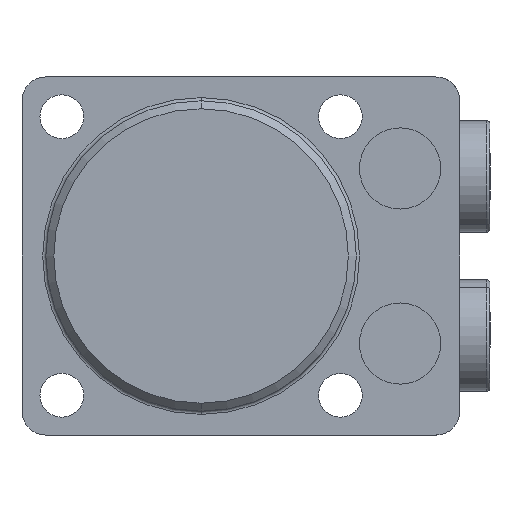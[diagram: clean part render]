
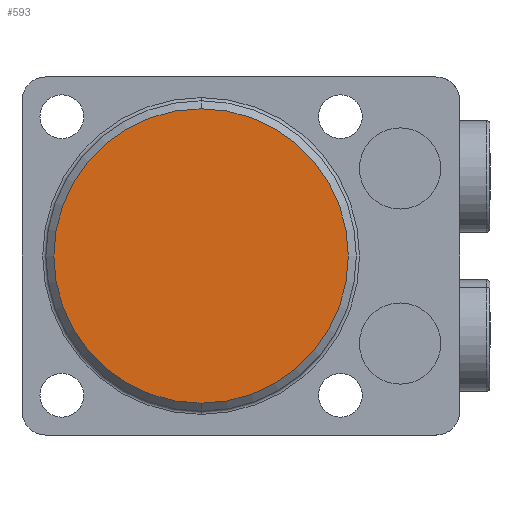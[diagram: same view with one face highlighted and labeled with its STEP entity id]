
A CAD part, front view. The second image highlights one B-rep face of the part: STEP entity #593.
In plain terms, the highlighted planar face has unit normal (0, -1, 0).
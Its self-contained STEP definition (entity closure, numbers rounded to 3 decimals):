
#139 = CIRCLE ( 'NONE', #3354, 18.5 ) ;
#274 = CIRCLE ( 'NONE', #3380, 18.5 ) ;
#593 = ADVANCED_FACE ( 'NONE', ( #1480 ), #3020, .F. ) ;
#871 = DIRECTION ( 'NONE',  ( 0., 0., 1. ) ) ;
#946 = DIRECTION ( 'NONE',  ( 0., -1., 0. ) ) ;
#953 = CARTESIAN_POINT ( 'NONE',  ( 0., 0., 0. ) ) ;
#1025 = DIRECTION ( 'NONE',  ( 0., 0., 1. ) ) ;
#1026 = DIRECTION ( 'NONE',  ( 0., -1., 0. ) ) ;
#1027 = CARTESIAN_POINT ( 'NONE',  ( 0., 0., 0. ) ) ;
#1480 = FACE_OUTER_BOUND ( 'NONE', #2455, .T. ) ;
#2455 = EDGE_LOOP ( 'NONE', ( #4011, #4015 ) ) ;
#2566 = VERTEX_POINT ( 'NONE', #2836 ) ;
#2567 = VERTEX_POINT ( 'NONE', #2835 ) ;
#2835 = CARTESIAN_POINT ( 'NONE',  ( 0., 0., 18.5 ) ) ;
#2836 = CARTESIAN_POINT ( 'NONE',  ( 0., 0., -18.5 ) ) ;
#3017 = DIRECTION ( 'NONE',  ( 0., 0., 1. ) ) ;
#3018 = DIRECTION ( 'NONE',  ( 0., 1., 0. ) ) ;
#3020 = PLANE ( 'NONE',  #3566 ) ;
#3022 = CARTESIAN_POINT ( 'NONE',  ( -22.5, 0., 22.5 ) ) ;
#3354 = AXIS2_PLACEMENT_3D ( 'NONE', #1027, #1026, #1025 ) ;
#3380 = AXIS2_PLACEMENT_3D ( 'NONE', #953, #946, #871 ) ;
#3566 = AXIS2_PLACEMENT_3D ( 'NONE', #3022, #3018, #3017 ) ;
#3737 = EDGE_CURVE ( 'NONE', #2566, #2567, #274, .T. ) ;
#3802 = EDGE_CURVE ( 'NONE', #2567, #2566, #139, .T. ) ;
#4011 = ORIENTED_EDGE ( 'NONE', *, *, #3802, .T. ) ;
#4015 = ORIENTED_EDGE ( 'NONE', *, *, #3737, .T. ) ;
